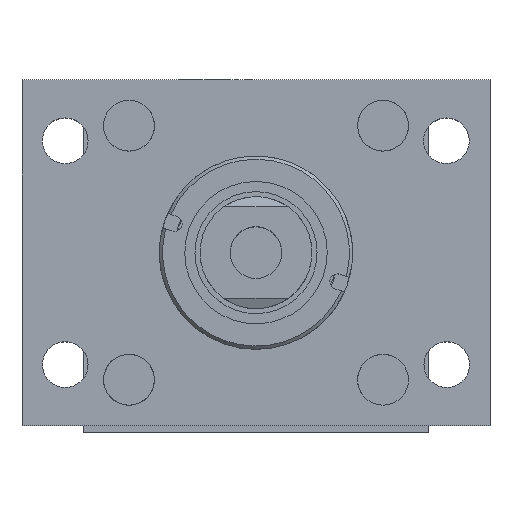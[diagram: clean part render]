
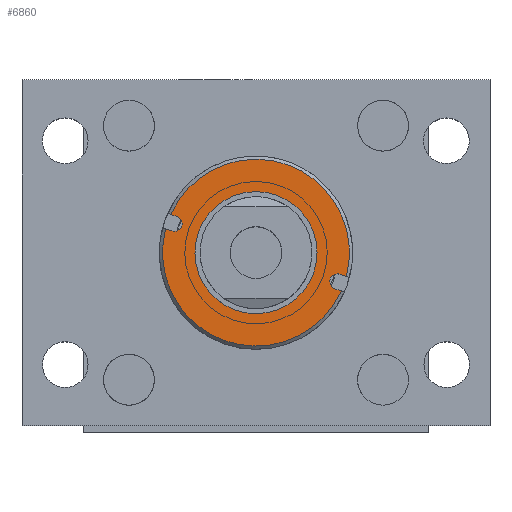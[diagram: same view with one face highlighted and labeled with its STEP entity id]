
A CAD part, top view. The second image highlights one B-rep face of the part: STEP entity #6860.
In plain terms, the highlighted face is planar.
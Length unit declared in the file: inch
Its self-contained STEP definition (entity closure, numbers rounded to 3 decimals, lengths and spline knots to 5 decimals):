
#120 = CARTESIAN_POINT ( 'NONE',  ( 9.17484, 16.3823, -0.75 ) ) ;
#138 = AXIS2_PLACEMENT_3D ( 'NONE', #4780, #2490, #8372 ) ;
#225 = VECTOR ( 'NONE', #3048, 39.37008 ) ;
#359 = CARTESIAN_POINT ( 'NONE',  ( 9.17484, 16.3823, 0. ) ) ;
#693 = ORIENTED_EDGE ( 'NONE', *, *, #2213, .F. ) ;
#952 = AXIS2_PLACEMENT_3D ( 'NONE', #7106, #8474, #3397 ) ;
#1212 = DIRECTION ( 'NONE',  ( 0., 0., 1. ) ) ;
#1218 = VECTOR ( 'NONE', #4355, 39.37008 ) ;
#1236 = DIRECTION ( 'NONE',  ( 0., 1., 0. ) ) ;
#1374 = ORIENTED_EDGE ( 'NONE', *, *, #5301, .F. ) ;
#1518 = EDGE_LOOP ( 'NONE', ( #6232, #4041, #8160, #3003, #1374, #4830, #8508, #8269, #2461 ) ) ;
#1687 = CARTESIAN_POINT ( 'NONE',  ( 9.17484, 17.52594, 0.094 ) ) ;
#1750 = VERTEX_POINT ( 'NONE', #6586 ) ;
#1895 = AXIS2_PLACEMENT_3D ( 'NONE', #2608, #7829, #3375 ) ;
#2077 = CARTESIAN_POINT ( 'NONE',  ( 9.17484, 17.5298, 0.094 ) ) ;
#2185 = CARTESIAN_POINT ( 'NONE',  ( 9.17484, 15.3203, 0. ) ) ;
#2213 = EDGE_CURVE ( 'NONE', #4812, #5461, #3743, .T. ) ;
#2221 = CARTESIAN_POINT ( 'NONE',  ( 9.17484, 17.5298, 0.094 ) ) ;
#2261 = AXIS2_PLACEMENT_3D ( 'NONE', #8759, #6536, #9444 ) ;
#2461 = ORIENTED_EDGE ( 'NONE', *, *, #6504, .F. ) ;
#2490 = DIRECTION ( 'NONE',  ( -1., 0., 0. ) ) ;
#2495 = CARTESIAN_POINT ( 'NONE',  ( 9.17484, 15.23865, 0.094 ) ) ;
#2608 = CARTESIAN_POINT ( 'NONE',  ( 9.17484, 16.3823, 0. ) ) ;
#2673 = EDGE_LOOP ( 'NONE', ( #693, #6017 ) ) ;
#2744 = EDGE_CURVE ( 'NONE', #5776, #1750, #4437, .T. ) ;
#2823 = DIRECTION ( 'NONE',  ( -1., 0., 0. ) ) ;
#2945 = DIRECTION ( 'NONE',  ( 1., 0., 0. ) ) ;
#2990 = LINE ( 'NONE', #4283, #9610 ) ;
#3003 = ORIENTED_EDGE ( 'NONE', *, *, #8875, .T. ) ;
#3013 = CARTESIAN_POINT ( 'NONE',  ( 9.17484, 17.4443, 0. ) ) ;
#3023 = VERTEX_POINT ( 'NONE', #6041 ) ;
#3048 = DIRECTION ( 'NONE',  ( 0., 1., 0. ) ) ;
#3105 = LINE ( 'NONE', #2077, #1218 ) ;
#3375 = DIRECTION ( 'NONE',  ( 0., 0., 1. ) ) ;
#3397 = DIRECTION ( 'NONE',  ( 0., 0., 1. ) ) ;
#3743 = CIRCLE ( 'NONE', #7644, 0.75 ) ;
#3765 = DIRECTION ( 'NONE',  ( 0., 0., -1. ) ) ;
#3901 = CIRCLE ( 'NONE', #6345, 0.094 ) ;
#4041 = ORIENTED_EDGE ( 'NONE', *, *, #7504, .T. ) ;
#4042 = AXIS2_PLACEMENT_3D ( 'NONE', #3013, #7408, #3765 ) ;
#4207 = VECTOR ( 'NONE', #1236, 39.37008 ) ;
#4283 = CARTESIAN_POINT ( 'NONE',  ( 9.17484, 17.5298, -0.094 ) ) ;
#4355 = DIRECTION ( 'NONE',  ( 0., -1., 0. ) ) ;
#4410 = VERTEX_POINT ( 'NONE', #6844 ) ;
#4437 = LINE ( 'NONE', #8754, #4207 ) ;
#4780 = CARTESIAN_POINT ( 'NONE',  ( 9.17484, 16.3823, 0. ) ) ;
#4812 = VERTEX_POINT ( 'NONE', #8859 ) ;
#4830 = ORIENTED_EDGE ( 'NONE', *, *, #8395, .T. ) ;
#4849 = EDGE_CURVE ( 'NONE', #7314, #4410, #3105, .T. ) ;
#4997 = PLANE ( 'NONE',  #2261 ) ;
#5172 = LINE ( 'NONE', #2221, #225 ) ;
#5301 = EDGE_CURVE ( 'NONE', #8005, #3023, #5172, .T. ) ;
#5461 = VERTEX_POINT ( 'NONE', #120 ) ;
#5614 = DIRECTION ( 'NONE',  ( 0., 0., 1. ) ) ;
#5721 = DIRECTION ( 'NONE',  ( 0., -1., 0. ) ) ;
#5776 = VERTEX_POINT ( 'NONE', #6367 ) ;
#5988 = DIRECTION ( 'NONE',  ( 0., 0., -1. ) ) ;
#6017 = ORIENTED_EDGE ( 'NONE', *, *, #6746, .F. ) ;
#6021 = CIRCLE ( 'NONE', #6290, 0.75 ) ;
#6041 = CARTESIAN_POINT ( 'NONE',  ( 9.17484, 15.3203, 0.094 ) ) ;
#6141 = FACE_OUTER_BOUND ( 'NONE', #1518, .T. ) ;
#6224 = EDGE_CURVE ( 'NONE', #7550, #6794, #6498, .T. ) ;
#6232 = ORIENTED_EDGE ( 'NONE', *, *, #6224, .T. ) ;
#6290 = AXIS2_PLACEMENT_3D ( 'NONE', #359, #7126, #5614 ) ;
#6345 = AXIS2_PLACEMENT_3D ( 'NONE', #2185, #2945, #5988 ) ;
#6367 = CARTESIAN_POINT ( 'NONE',  ( 9.17484, 15.23865, -0.094 ) ) ;
#6386 = FACE_BOUND ( 'NONE', #2673, .T. ) ;
#6498 = CIRCLE ( 'NONE', #952, 1.1475 ) ;
#6504 = EDGE_CURVE ( 'NONE', #7550, #9526, #2990, .T. ) ;
#6536 = DIRECTION ( 'NONE',  ( 1., 0., 0. ) ) ;
#6586 = CARTESIAN_POINT ( 'NONE',  ( 9.17484, 15.3203, -0.094 ) ) ;
#6746 = EDGE_CURVE ( 'NONE', #5461, #4812, #6021, .T. ) ;
#6794 = VERTEX_POINT ( 'NONE', #9508 ) ;
#6844 = CARTESIAN_POINT ( 'NONE',  ( 9.17484, 17.4443, 0.094 ) ) ;
#6860 = ADVANCED_FACE ( 'NONE', ( #6386, #6141 ), #4997, .F. ) ;
#7106 = CARTESIAN_POINT ( 'NONE',  ( 9.17484, 16.3823, 0. ) ) ;
#7126 = DIRECTION ( 'NONE',  ( -1., 0., 0. ) ) ;
#7250 = CARTESIAN_POINT ( 'NONE',  ( 9.17484, 17.52594, -0.094 ) ) ;
#7271 = CARTESIAN_POINT ( 'NONE',  ( 9.17484, 16.3823, 0. ) ) ;
#7314 = VERTEX_POINT ( 'NONE', #1687 ) ;
#7398 = CIRCLE ( 'NONE', #1895, 1.1475 ) ;
#7408 = DIRECTION ( 'NONE',  ( 1., 0., 0. ) ) ;
#7504 = EDGE_CURVE ( 'NONE', #6794, #5776, #7398, .T. ) ;
#7550 = VERTEX_POINT ( 'NONE', #7250 ) ;
#7644 = AXIS2_PLACEMENT_3D ( 'NONE', #7271, #2823, #1212 ) ;
#7744 = CIRCLE ( 'NONE', #138, 1.1475 ) ;
#7829 = DIRECTION ( 'NONE',  ( -1., 0., 0. ) ) ;
#8005 = VERTEX_POINT ( 'NONE', #2495 ) ;
#8160 = ORIENTED_EDGE ( 'NONE', *, *, #2744, .T. ) ;
#8173 = CIRCLE ( 'NONE', #4042, 0.094 ) ;
#8269 = ORIENTED_EDGE ( 'NONE', *, *, #8865, .T. ) ;
#8372 = DIRECTION ( 'NONE',  ( 0., 0., 1. ) ) ;
#8395 = EDGE_CURVE ( 'NONE', #8005, #7314, #7744, .T. ) ;
#8474 = DIRECTION ( 'NONE',  ( -1., 0., 0. ) ) ;
#8508 = ORIENTED_EDGE ( 'NONE', *, *, #4849, .T. ) ;
#8754 = CARTESIAN_POINT ( 'NONE',  ( 9.17484, 17.5298, -0.094 ) ) ;
#8759 = CARTESIAN_POINT ( 'NONE',  ( 9.17484, 17.5298, 0. ) ) ;
#8859 = CARTESIAN_POINT ( 'NONE',  ( 9.17484, 16.3823, 0.75 ) ) ;
#8865 = EDGE_CURVE ( 'NONE', #4410, #9526, #8173, .T. ) ;
#8875 = EDGE_CURVE ( 'NONE', #1750, #3023, #3901, .T. ) ;
#8960 = CARTESIAN_POINT ( 'NONE',  ( 9.17484, 17.4443, -0.094 ) ) ;
#9444 = DIRECTION ( 'NONE',  ( 0., 0., -1. ) ) ;
#9508 = CARTESIAN_POINT ( 'NONE',  ( 9.17484, 16.3823, -1.1475 ) ) ;
#9526 = VERTEX_POINT ( 'NONE', #8960 ) ;
#9610 = VECTOR ( 'NONE', #5721, 39.37008 ) ;
